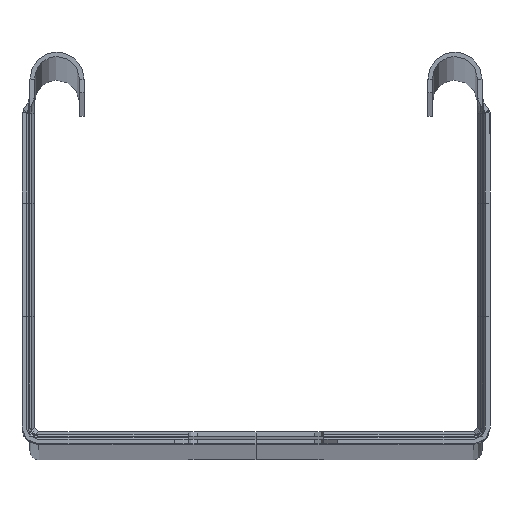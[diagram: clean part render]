
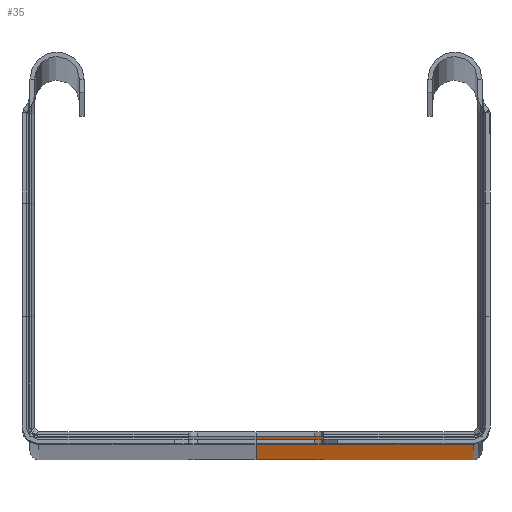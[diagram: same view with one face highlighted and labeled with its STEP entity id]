
A CAD part, top view. The second image highlights one B-rep face of the part: STEP entity #35.
In plain terms, the highlighted planar face has unit normal (0, -1, 0).
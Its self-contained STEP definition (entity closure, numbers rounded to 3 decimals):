
#35=ADVANCED_FACE('',(#298),#3770,.T.);
#298=FACE_OUTER_BOUND('',#541,.T.);
#541=EDGE_LOOP('',(#913,#914,#915,#916,#917,#918,#919,#920,#921,#922,#923,
#924,#925,#926,#927,#928,#929));
#913=ORIENTED_EDGE('',*,*,#2111,.T.);
#914=ORIENTED_EDGE('',*,*,#2112,.T.);
#915=ORIENTED_EDGE('',*,*,#2113,.T.);
#916=ORIENTED_EDGE('',*,*,#2349,.T.);
#917=ORIENTED_EDGE('',*,*,#2041,.F.);
#918=ORIENTED_EDGE('',*,*,#2114,.F.);
#919=ORIENTED_EDGE('',*,*,#2115,.T.);
#920=ORIENTED_EDGE('',*,*,#2088,.F.);
#921=ORIENTED_EDGE('',*,*,#2116,.T.);
#922=ORIENTED_EDGE('',*,*,#2117,.T.);
#923=ORIENTED_EDGE('',*,*,#2118,.T.);
#924=ORIENTED_EDGE('',*,*,#2119,.T.);
#925=ORIENTED_EDGE('',*,*,#2120,.T.);
#926=ORIENTED_EDGE('',*,*,#2121,.T.);
#927=ORIENTED_EDGE('',*,*,#2122,.T.);
#928=ORIENTED_EDGE('',*,*,#2108,.F.);
#929=ORIENTED_EDGE('',*,*,#2123,.T.);
#2041=EDGE_CURVE('',#3286,#3288,#2848,.T.);
#2088=EDGE_CURVE('',#3325,#3326,#2883,.T.);
#2108=EDGE_CURVE('',#3344,#3345,#2897,.T.);
#2111=EDGE_CURVE('',#3346,#3347,#2900,.T.);
#2112=EDGE_CURVE('',#3347,#3348,#2665,.T.);
#2113=EDGE_CURVE('',#3348,#3349,#2901,.T.);
#2114=EDGE_CURVE('',#3285,#3286,#2902,.T.);
#2115=EDGE_CURVE('',#3285,#3326,#2903,.T.);
#2116=EDGE_CURVE('',#3325,#3350,#2666,.T.);
#2117=EDGE_CURVE('',#3350,#3351,#2904,.T.);
#2118=EDGE_CURVE('',#3351,#3352,#2905,.T.);
#2119=EDGE_CURVE('',#3352,#3353,#2906,.T.);
#2120=EDGE_CURVE('',#3353,#3354,#2667,.T.);
#2121=EDGE_CURVE('',#3354,#3355,#2907,.T.);
#2122=EDGE_CURVE('',#3355,#3345,#2668,.T.);
#2123=EDGE_CURVE('',#3344,#3346,#2908,.T.);
#2349=EDGE_CURVE('',#3349,#3288,#3090,.T.);
#2665=(
BOUNDED_CURVE()
B_SPLINE_CURVE(2,(#7802,#7803,#7804),.UNSPECIFIED.,.F.,.F.)
B_SPLINE_CURVE_WITH_KNOTS((3,3),(0.,3.142),.UNSPECIFIED.)
CURVE()
GEOMETRIC_REPRESENTATION_ITEM()
RATIONAL_B_SPLINE_CURVE((1.,0.707,1.))
REPRESENTATION_ITEM('')
);
#2666=(
BOUNDED_CURVE()
B_SPLINE_CURVE(2,(#7811,#7812,#7813),.UNSPECIFIED.,.F.,.F.)
B_SPLINE_CURVE_WITH_KNOTS((3,3),(0.,3.142),.UNSPECIFIED.)
CURVE()
GEOMETRIC_REPRESENTATION_ITEM()
RATIONAL_B_SPLINE_CURVE((1.,0.707,1.))
REPRESENTATION_ITEM('')
);
#2667=(
BOUNDED_CURVE()
B_SPLINE_CURVE(2,(#7820,#7821,#7822),.UNSPECIFIED.,.F.,.F.)
B_SPLINE_CURVE_WITH_KNOTS((3,3),(0.,3.142),.UNSPECIFIED.)
CURVE()
GEOMETRIC_REPRESENTATION_ITEM()
RATIONAL_B_SPLINE_CURVE((1.,0.707,1.))
REPRESENTATION_ITEM('')
);
#2668=(
BOUNDED_CURVE()
B_SPLINE_CURVE(2,(#7825,#7826,#7827),.UNSPECIFIED.,.F.,.F.)
B_SPLINE_CURVE_WITH_KNOTS((3,3),(0.,3.142),.UNSPECIFIED.)
CURVE()
GEOMETRIC_REPRESENTATION_ITEM()
RATIONAL_B_SPLINE_CURVE((1.,0.707,1.))
REPRESENTATION_ITEM('')
);
#2848=B_SPLINE_CURVE_WITH_KNOTS('',1,(#7582,#7583),.UNSPECIFIED.,.F.,.F.,
(2,2),(0.,30.),.UNSPECIFIED.);
#2883=B_SPLINE_CURVE_WITH_KNOTS('',1,(#7748,#7749),.UNSPECIFIED.,.F.,.F.,
(2,2),(0.,7.097),.UNSPECIFIED.);
#2897=B_SPLINE_CURVE_WITH_KNOTS('',1,(#7794,#7795),.UNSPECIFIED.,.F.,.F.,
(2,2),(-13.,0.),.UNSPECIFIED.);
#2900=B_SPLINE_CURVE_WITH_KNOTS('',1,(#7800,#7801),.UNSPECIFIED.,.F.,.F.,
(2,2),(0.,13.),.UNSPECIFIED.);
#2901=B_SPLINE_CURVE_WITH_KNOTS('',1,(#7805,#7806),.UNSPECIFIED.,.F.,.F.,
(2,2),(0.,7.708),.UNSPECIFIED.);
#2902=B_SPLINE_CURVE_WITH_KNOTS('',1,(#7807,#7808),.UNSPECIFIED.,.F.,.F.,
(2,2),(0.,2995.555),.UNSPECIFIED.);
#2903=B_SPLINE_CURVE_WITH_KNOTS('',1,(#7809,#7810),.UNSPECIFIED.,.F.,.F.,
(2,2),(-33.,0.),.UNSPECIFIED.);
#2904=B_SPLINE_CURVE_WITH_KNOTS('',1,(#7814,#7815),.UNSPECIFIED.,.F.,.F.,
(2,2),(0.,13.),.UNSPECIFIED.);
#2905=B_SPLINE_CURVE_WITH_KNOTS('',1,(#7816,#7817),.UNSPECIFIED.,.F.,.F.,
(2,2),(-2922.917,0.),.UNSPECIFIED.);
#2906=B_SPLINE_CURVE_WITH_KNOTS('',1,(#7818,#7819),.UNSPECIFIED.,.F.,.F.,
(2,2),(0.,13.),.UNSPECIFIED.);
#2907=B_SPLINE_CURVE_WITH_KNOTS('',1,(#7823,#7824),.UNSPECIFIED.,.F.,.F.,
(2,2),(0.,21.417),.UNSPECIFIED.);
#2908=B_SPLINE_CURVE_WITH_KNOTS('',1,(#7828,#7829),.UNSPECIFIED.,.F.,.F.,
(2,2),(-25.417,0.),.UNSPECIFIED.);
#3090=B_SPLINE_CURVE_WITH_KNOTS('',1,(#8527,#8528),.UNSPECIFIED.,.F.,.F.,
(2,2),(0.,4.243),.UNSPECIFIED.);
#3285=VERTEX_POINT('',#7131);
#3286=VERTEX_POINT('',#7132);
#3288=VERTEX_POINT('',#7134);
#3325=VERTEX_POINT('',#7171);
#3326=VERTEX_POINT('',#7172);
#3344=VERTEX_POINT('',#7190);
#3345=VERTEX_POINT('',#7191);
#3346=VERTEX_POINT('',#7192);
#3347=VERTEX_POINT('',#7193);
#3348=VERTEX_POINT('',#7194);
#3349=VERTEX_POINT('',#7195);
#3350=VERTEX_POINT('',#7196);
#3351=VERTEX_POINT('',#7197);
#3352=VERTEX_POINT('',#7198);
#3353=VERTEX_POINT('',#7199);
#3354=VERTEX_POINT('',#7200);
#3355=VERTEX_POINT('',#7201);
#3770=PLANE('',#3980);
#3980=AXIS2_PLACEMENT_3D('',#4593,#4105,$);
#4105=DIRECTION('',(0.,-1.,0.));
#4593=CARTESIAN_POINT('',(-159.308,0.,3299.618));
#7131=CARTESIAN_POINT('',(-102.,0.,2995.555));
#7132=CARTESIAN_POINT('',(-102.,0.,0.));
#7134=CARTESIAN_POINT('',(-132.,0.,0.));
#7171=CARTESIAN_POINT('',(-135.,0.,2988.458));
#7172=CARTESIAN_POINT('',(-135.,0.,2995.555));
#7190=CARTESIAN_POINT('',(-150.,0.,38.125));
#7191=CARTESIAN_POINT('',(-137.,0.,38.125));
#7192=CARTESIAN_POINT('',(-150.,0.,12.708));
#7193=CARTESIAN_POINT('',(-137.,0.,12.708));
#7194=CARTESIAN_POINT('',(-135.,0.,10.708));
#7195=CARTESIAN_POINT('',(-135.,0.,3.));
#7196=CARTESIAN_POINT('',(-137.,0.,2986.458));
#7197=CARTESIAN_POINT('',(-150.,0.,2986.458));
#7198=CARTESIAN_POINT('',(-150.,0.,63.542));
#7199=CARTESIAN_POINT('',(-137.,0.,63.542));
#7200=CARTESIAN_POINT('',(-135.,0.,61.542));
#7201=CARTESIAN_POINT('',(-135.,0.,40.125));
#7582=CARTESIAN_POINT('',(-102.,0.,0.));
#7583=CARTESIAN_POINT('',(-132.,0.,0.));
#7748=CARTESIAN_POINT('',(-135.,0.,2988.458));
#7749=CARTESIAN_POINT('',(-135.,0.,2995.555));
#7794=CARTESIAN_POINT('',(-150.,0.,38.125));
#7795=CARTESIAN_POINT('',(-137.,0.,38.125));
#7800=CARTESIAN_POINT('',(-150.,0.,12.708));
#7801=CARTESIAN_POINT('',(-137.,0.,12.708));
#7802=CARTESIAN_POINT('',(-137.,0.,12.708));
#7803=CARTESIAN_POINT('',(-135.,0.,12.708));
#7804=CARTESIAN_POINT('',(-135.,0.,10.708));
#7805=CARTESIAN_POINT('',(-135.,0.,10.708));
#7806=CARTESIAN_POINT('',(-135.,0.,3.));
#7807=CARTESIAN_POINT('',(-102.,0.,2995.555));
#7808=CARTESIAN_POINT('',(-102.,0.,0.));
#7809=CARTESIAN_POINT('',(-102.,0.,2995.555));
#7810=CARTESIAN_POINT('',(-135.,0.,2995.555));
#7811=CARTESIAN_POINT('',(-135.,0.,2988.458));
#7812=CARTESIAN_POINT('',(-135.,0.,2986.458));
#7813=CARTESIAN_POINT('',(-137.,0.,2986.458));
#7814=CARTESIAN_POINT('',(-137.,0.,2986.458));
#7815=CARTESIAN_POINT('',(-150.,0.,2986.458));
#7816=CARTESIAN_POINT('',(-150.,0.,2986.458));
#7817=CARTESIAN_POINT('',(-150.,0.,63.542));
#7818=CARTESIAN_POINT('',(-150.,0.,63.542));
#7819=CARTESIAN_POINT('',(-137.,0.,63.542));
#7820=CARTESIAN_POINT('',(-137.,0.,63.542));
#7821=CARTESIAN_POINT('',(-135.,0.,63.542));
#7822=CARTESIAN_POINT('',(-135.,0.,61.542));
#7823=CARTESIAN_POINT('',(-135.,0.,61.542));
#7824=CARTESIAN_POINT('',(-135.,0.,40.125));
#7825=CARTESIAN_POINT('',(-135.,0.,40.125));
#7826=CARTESIAN_POINT('',(-135.,0.,38.125));
#7827=CARTESIAN_POINT('',(-137.,0.,38.125));
#7828=CARTESIAN_POINT('',(-150.,0.,38.125));
#7829=CARTESIAN_POINT('',(-150.,0.,12.708));
#8527=CARTESIAN_POINT('',(-135.,0.,3.));
#8528=CARTESIAN_POINT('',(-132.,0.,0.));
